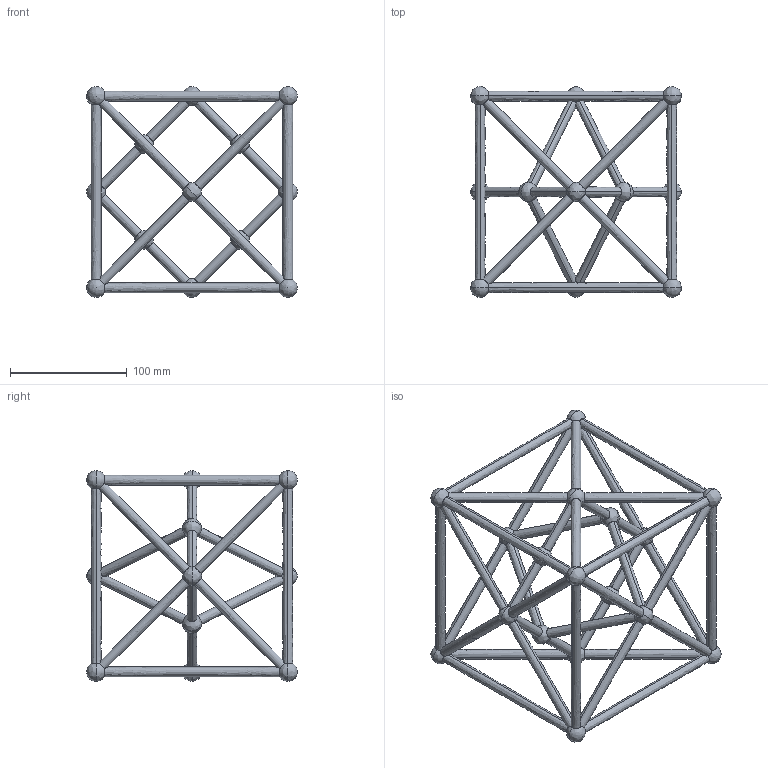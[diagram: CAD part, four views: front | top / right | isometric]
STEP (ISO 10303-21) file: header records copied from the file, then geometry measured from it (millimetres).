
FILE_DESCRIPTION(('FreeCAD Model'),'2;1');
FILE_NAME('Open CASCADE Shape Model','2025-05-04T12:20:54',('FreeCAD'),( 'FreeCAD'),'Open CASCADE STEP processor 7.6','FreeCAD','Unknown');
FILE_SCHEMA(('AUTOMOTIVE_DESIGN { 1 0 10303 214 1 1 1 1 }'));
Length unit declared in the file: millimetre
Products named in the file (1): Open CASCADE STEP translator 7.6 1
Bounding box: 180.51 x 180.51 x 180.51 mm (x, y, z)
Volume: 198212.9 mm3; surface area: 240760.3 mm2
Topology: 1 solids, 2 shells, 308 faces, 1252 edges, 788 vertices
Faces by surface type: bspline 308
Entity records: 15418 total; most frequent: CARTESIAN_POINT 9679, ORIENTED_EDGE 2440, EDGE_CURVE 1220, VERTEX_POINT 788, B_SPLINE_CURVE_WITH_KNOTS 324, FACE_BOUND 320, EDGE_LOOP 320, ADVANCED_FACE 308
